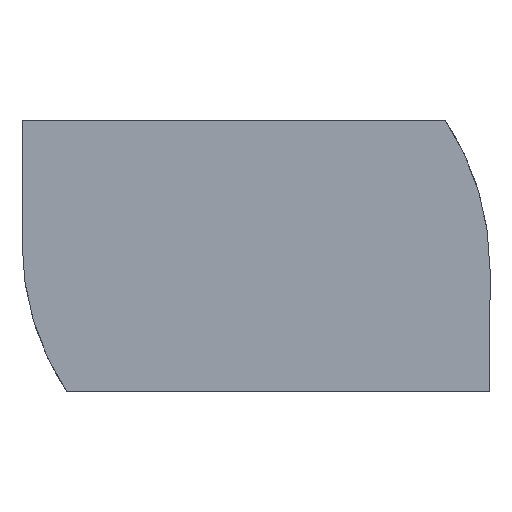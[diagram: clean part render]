
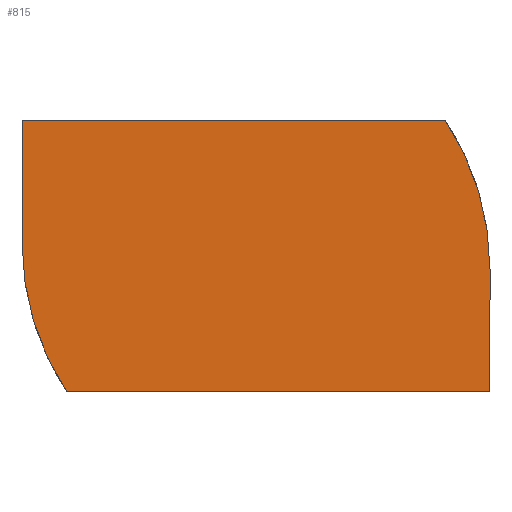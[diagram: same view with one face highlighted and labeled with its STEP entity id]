
A CAD part, front view. The second image highlights one B-rep face of the part: STEP entity #815.
In plain terms, the highlighted planar face has unit normal (0, -1, 0).
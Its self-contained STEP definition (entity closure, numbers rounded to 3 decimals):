
#23 = CARTESIAN_POINT ( 'NONE',  ( -17.25, 0., 1. ) ) ;
#27 = CARTESIAN_POINT ( 'NONE',  ( 13.953, 0., 10. ) ) ;
#78 = DIRECTION ( 'NONE',  ( 0., 1., 0. ) ) ;
#109 = LINE ( 'NONE', #721, #751 ) ;
#119 = DIRECTION ( 'NONE',  ( 0., 0., -1. ) ) ;
#163 = CARTESIAN_POINT ( 'NONE',  ( 2.75, 0., 1. ) ) ;
#169 = VERTEX_POINT ( 'NONE', #918 ) ;
#180 = AXIS2_PLACEMENT_3D ( 'NONE', #345, #1525, #119 ) ;
#198 = EDGE_CURVE ( 'NONE', #169, #1154, #899, .T. ) ;
#207 = CIRCLE ( 'NONE', #180, 20. ) ;
#208 = DIRECTION ( 'NONE',  ( 0., 0., -1. ) ) ;
#221 = EDGE_CURVE ( 'NONE', #1154, #1558, #903, .T. ) ;
#228 = VERTEX_POINT ( 'NONE', #350 ) ;
#233 = CARTESIAN_POINT ( 'NONE',  ( -2.75, 0., -1. ) ) ;
#238 = DIRECTION ( 'NONE',  ( -1., 0., 0. ) ) ;
#252 = CARTESIAN_POINT ( 'NONE',  ( -17.25, 0., 10. ) ) ;
#262 = ORIENTED_EDGE ( 'NONE', *, *, #724, .F. ) ;
#289 = FACE_OUTER_BOUND ( 'NONE', #792, .T. ) ;
#345 = CARTESIAN_POINT ( 'NONE',  ( 2.75, 0., 1. ) ) ;
#350 = CARTESIAN_POINT ( 'NONE',  ( 17.25, 0., -10. ) ) ;
#465 = DIRECTION ( 'NONE',  ( 0., 0., 1. ) ) ;
#547 = VERTEX_POINT ( 'NONE', #686 ) ;
#622 = PLANE ( 'NONE',  #1006 ) ;
#657 = DIRECTION ( 'NONE',  ( 1., 0., 0. ) ) ;
#686 = CARTESIAN_POINT ( 'NONE',  ( -13.953, 0., -10. ) ) ;
#713 = LINE ( 'NONE', #252, #805 ) ;
#718 = EDGE_CURVE ( 'NONE', #228, #547, #109, .T. ) ;
#721 = CARTESIAN_POINT ( 'NONE',  ( -13.953, 0., -10. ) ) ;
#724 = EDGE_CURVE ( 'NONE', #872, #169, #713, .T. ) ;
#751 = VECTOR ( 'NONE', #238, 1000. ) ;
#770 = ORIENTED_EDGE ( 'NONE', *, *, #198, .F. ) ;
#783 = ORIENTED_EDGE ( 'NONE', *, *, #1007, .F. ) ;
#791 = DIRECTION ( 'NONE',  ( 0., 0., -1. ) ) ;
#792 = EDGE_LOOP ( 'NONE', ( #783, #963, #770, #262, #1102, #1224 ) ) ;
#805 = VECTOR ( 'NONE', #465, 1000. ) ;
#815 = ADVANCED_FACE ( 'NONE', ( #289 ), #622, .T. ) ;
#872 = VERTEX_POINT ( 'NONE', #23 ) ;
#899 = LINE ( 'NONE', #1373, #906 ) ;
#903 = CIRCLE ( 'NONE', #1437, 20. ) ;
#906 = VECTOR ( 'NONE', #657, 1000. ) ;
#918 = CARTESIAN_POINT ( 'NONE',  ( -17.25, 0., 10. ) ) ;
#921 = CARTESIAN_POINT ( 'NONE',  ( 17.25, 0., -1. ) ) ;
#963 = ORIENTED_EDGE ( 'NONE', *, *, #221, .F. ) ;
#1006 = AXIS2_PLACEMENT_3D ( 'NONE', #163, #1362, #1467 ) ;
#1007 = EDGE_CURVE ( 'NONE', #1558, #228, #1266, .T. ) ;
#1102 = ORIENTED_EDGE ( 'NONE', *, *, #1480, .F. ) ;
#1154 = VERTEX_POINT ( 'NONE', #27 ) ;
#1224 = ORIENTED_EDGE ( 'NONE', *, *, #718, .F. ) ;
#1235 = CARTESIAN_POINT ( 'NONE',  ( 17.25, 0., -1. ) ) ;
#1266 = LINE ( 'NONE', #921, #1360 ) ;
#1360 = VECTOR ( 'NONE', #791, 1000. ) ;
#1362 = DIRECTION ( 'NONE',  ( 0., -1., 0. ) ) ;
#1373 = CARTESIAN_POINT ( 'NONE',  ( -17.25, 0., 10. ) ) ;
#1437 = AXIS2_PLACEMENT_3D ( 'NONE', #233, #78, #208 ) ;
#1467 = DIRECTION ( 'NONE',  ( 0., 0., -1. ) ) ;
#1480 = EDGE_CURVE ( 'NONE', #547, #872, #207, .T. ) ;
#1525 = DIRECTION ( 'NONE',  ( 0., 1., 0. ) ) ;
#1558 = VERTEX_POINT ( 'NONE', #1235 ) ;
